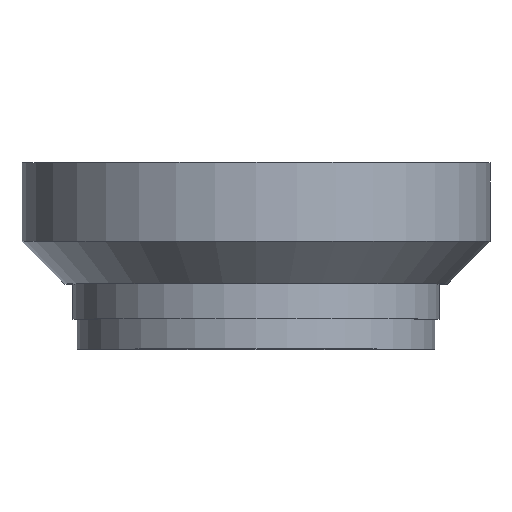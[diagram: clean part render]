
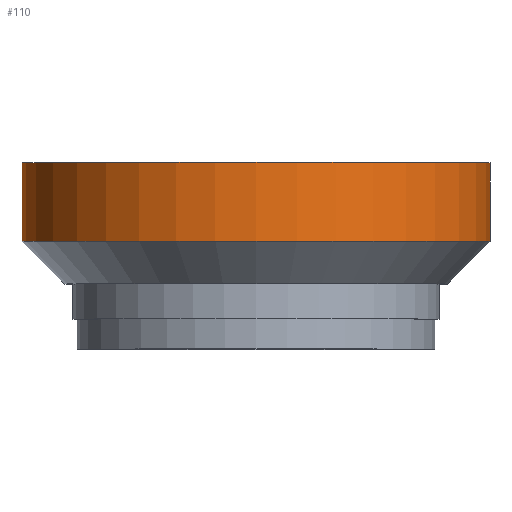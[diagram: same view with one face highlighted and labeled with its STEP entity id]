
A CAD part, top view. The second image highlights one B-rep face of the part: STEP entity #110.
In plain terms, the highlighted cylindrical face has radius 28 mm (diameter 56 mm), a partial arc.
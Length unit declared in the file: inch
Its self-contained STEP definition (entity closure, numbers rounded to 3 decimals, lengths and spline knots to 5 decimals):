
#110=ADVANCED_FACE('',(#209),#210,.T.);
#209=FACE_OUTER_BOUND('',#323,.T.);
#210=CYLINDRICAL_SURFACE('',#324,1.10236);
#323=EDGE_LOOP('',(#462,#463,#464,#465));
#324=AXIS2_PLACEMENT_3D('',#466,#467,#468);
#462=ORIENTED_EDGE('',*,*,#599,.T.);
#463=ORIENTED_EDGE('',*,*,#613,.F.);
#464=ORIENTED_EDGE('',*,*,#601,.T.);
#465=ORIENTED_EDGE('',*,*,#611,.T.);
#466=CARTESIAN_POINT('',(0.0,3.29916,0.0));
#467=DIRECTION('',(-0.0,1.0,0.0));
#468=DIRECTION('',(1.0,0.0,0.0));
#599=EDGE_CURVE('',#709,#710,#711,.T.);
#601=EDGE_CURVE('',#714,#712,#715,.T.);
#611=EDGE_CURVE('',#712,#709,#727,.T.);
#613=EDGE_CURVE('',#714,#710,#729,.T.);
#709=VERTEX_POINT('',#836);
#710=VERTEX_POINT('',#837);
#711=LINE('',#838,#839);
#712=VERTEX_POINT('',#840);
#714=VERTEX_POINT('',#842);
#715=LINE('',#843,#844);
#727=CIRCLE('',#858,1.10236);
#729=CIRCLE('',#860,1.10236);
#836=CARTESIAN_POINT('',(1.10236,3.11412,0.0));
#837=CARTESIAN_POINT('',(1.10236,3.4842,0.0));
#838=CARTESIAN_POINT('',(1.10236,3.29916,0.));
#839=VECTOR('',#926,1.0);
#840=CARTESIAN_POINT('',(-1.10236,3.11412,0.));
#842=CARTESIAN_POINT('',(-1.10236,3.4842,0.));
#843=CARTESIAN_POINT('',(-1.10236,3.29916,0.));
#844=VECTOR('',#930,1.0);
#858=AXIS2_PLACEMENT_3D('',#945,#946,#947);
#860=AXIS2_PLACEMENT_3D('',#948,#949,#950);
#926=DIRECTION('',(0.0,1.0,0.0));
#930=DIRECTION('',(-0.0,-1.0,-0.0));
#945=CARTESIAN_POINT('',(0.0,3.11412,0.0));
#946=DIRECTION('',(-0.0,1.0,0.0));
#947=DIRECTION('',(1.0,0.0,0.0));
#948=CARTESIAN_POINT('',(0.0,3.4842,0.0));
#949=DIRECTION('',(-0.0,1.0,0.0));
#950=DIRECTION('',(1.0,0.0,0.0));
